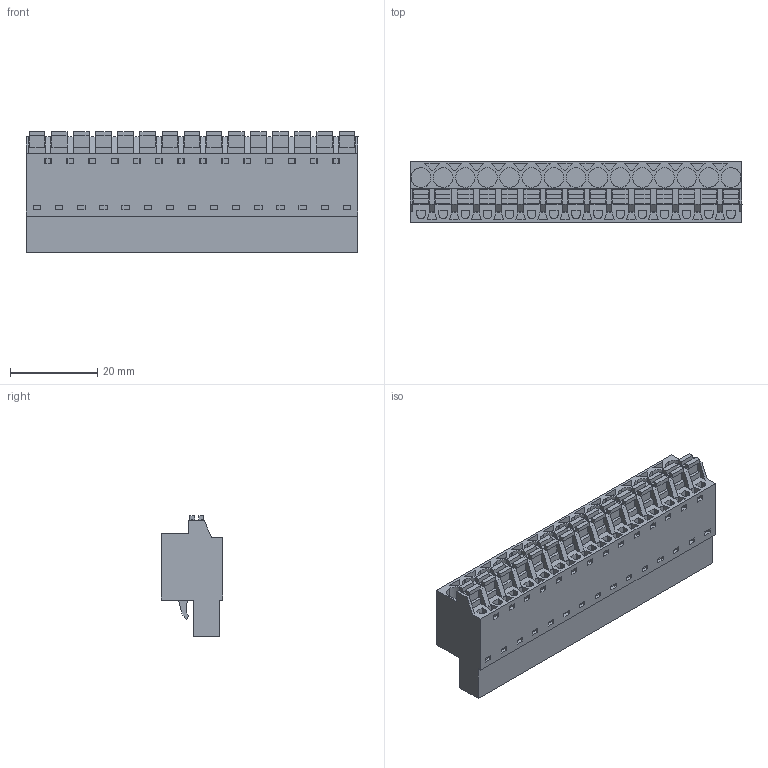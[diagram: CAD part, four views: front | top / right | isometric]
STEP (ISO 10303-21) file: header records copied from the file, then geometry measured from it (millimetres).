
FILE_DESCRIPTION(('CATIA V5 STEP Exchange','CAx-IF Rec.Pracs.--- Model Styling and Organization---1.2---2011-12-15'),'2;1');
FILE_NAME ('D1446555_0_1013570000_1013570000.stp','2017-04-28T12:37:42+00:00',('none'),('Weidmueller'),'CATIA Version 5-6 Release 2014','CATIA V5 STEP AP214','none');
FILE_SCHEMA(('AUTOMOTIVE_DESIGN { 1 0 10303 214 1 1 1 1 }'));
Length unit declared in the file: millimetre
Products named in the file (1): 1013570000
Bounding box: 76.2 x 14.2 x 27.73 mm (x, y, z)
Volume: 18096.8 mm3; surface area: 12021.8 mm2
Topology: 16 solids, 16 shells, 1045 faces, 3014 edges, 2106 vertices
Faces by surface type: plane 938, cylinder 106, extrusion 1
Entity records: 33765 total; most frequent: CARTESIAN_POINT 6541, ORIENTED_EDGE 6028, DIRECTION 4235, EDGE_CURVE 3014, VECTOR 2801, LINE 2800, VERTEX_POINT 2106, EDGE_LOOP 1206
